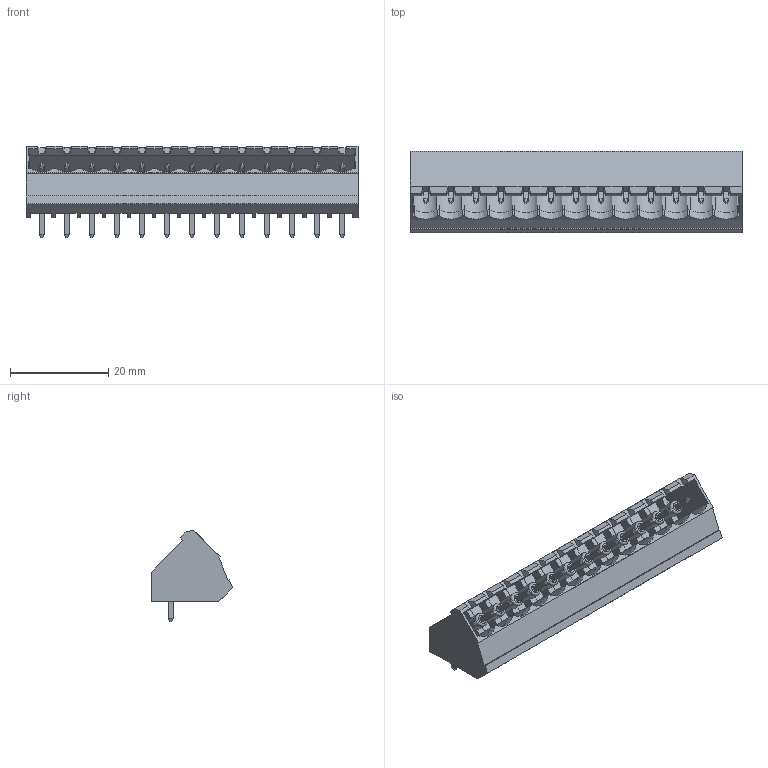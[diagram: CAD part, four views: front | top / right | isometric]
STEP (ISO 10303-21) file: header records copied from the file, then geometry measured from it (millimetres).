
FILE_DESCRIPTION( ( 'Unknown' ), '1' );
FILE_NAME( '691314520113.stp', 'Unknown', ( 'Unknown' ), ( 'Unknown' ), 'PSStep 15.0.49', 'Unknown', ' ' );
FILE_SCHEMA( ( 'AUTOMOTIVE_DESIGN { 1 0 10303 214 1 1 1 1 }' ) );
Length unit declared in the file: millimetre
Products named in the file (3): Assem1; 6913145201xx_PIN; 691314520113
Assembly tree (14 placements, depth 2):
  Assem1
    6913145201xx_PIN  x13
    691314520113
Bounding box: 67.44 x 16.5 x 18.6 mm (x, y, z)
Volume: 4187.4 mm3; surface area: 9387.3 mm2
Topology: 14 solids, 14 shells, 767 faces, 2083 edges, 1331 vertices
Faces by surface type: plane 715, cylinder 26, cone 13, torus 13
Full cylindrical faces by diameter (mm): 2.75 x13
Entity records: 23347 total; most frequent: CARTESIAN_POINT 3499, ORIENTED_EDGE 3272, DIRECTION 2959, EDGE_CURVE 1636, LINE 1415, VECTOR 1415, VERTEX_POINT 1078, AXIS2_PLACEMENT_3D 772
